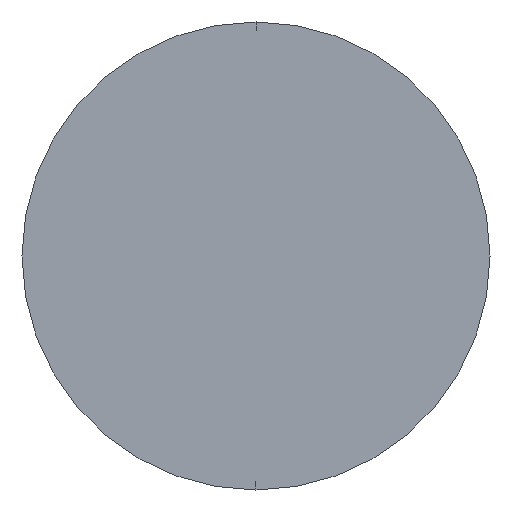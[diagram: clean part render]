
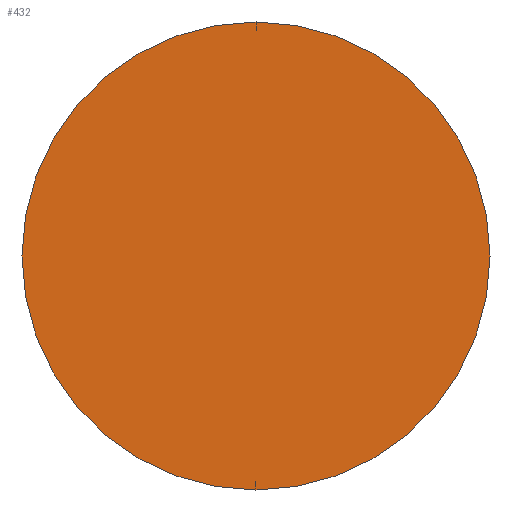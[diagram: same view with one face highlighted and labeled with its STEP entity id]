
A CAD part, left-side view. The second image highlights one B-rep face of the part: STEP entity #432.
In plain terms, the highlighted planar face has unit normal (-1, 0, 0).
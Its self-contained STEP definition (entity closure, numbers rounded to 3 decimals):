
#1 = VERTEX_POINT ( 'NONE', #322 ) ;
#19 = DIRECTION ( 'NONE',  ( -1., 0., 0. ) ) ;
#35 = EDGE_CURVE ( 'NONE', #187, #1, #203, .T. ) ;
#61 = CARTESIAN_POINT ( 'NONE',  ( -55., 0., 0. ) ) ;
#62 = ORIENTED_EDGE ( 'NONE', *, *, #109, .T. ) ;
#109 = EDGE_CURVE ( 'NONE', #1, #187, #385, .T. ) ;
#136 = DIRECTION ( 'NONE',  ( 1., 0., 0. ) ) ;
#151 = AXIS2_PLACEMENT_3D ( 'NONE', #227, #19, #363 ) ;
#169 = EDGE_LOOP ( 'NONE', ( #443, #62 ) ) ;
#187 = VERTEX_POINT ( 'NONE', #274 ) ;
#203 = CIRCLE ( 'NONE', #151, 6. ) ;
#227 = CARTESIAN_POINT ( 'NONE',  ( -55., 0., 0. ) ) ;
#237 = CARTESIAN_POINT ( 'NONE',  ( -55., 6., 0. ) ) ;
#272 = PLANE ( 'NONE',  #350 ) ;
#274 = CARTESIAN_POINT ( 'NONE',  ( -55., 0., 6. ) ) ;
#322 = CARTESIAN_POINT ( 'NONE',  ( -55., 0., -6. ) ) ;
#350 = AXIS2_PLACEMENT_3D ( 'NONE', #237, #136, #382 ) ;
#363 = DIRECTION ( 'NONE',  ( 0., 0., 1. ) ) ;
#382 = DIRECTION ( 'NONE',  ( 0., 0., -1. ) ) ;
#385 = CIRCLE ( 'NONE', #439, 6. ) ;
#412 = DIRECTION ( 'NONE',  ( -1., 0., 0. ) ) ;
#416 = DIRECTION ( 'NONE',  ( 0., 0., 1. ) ) ;
#420 = FACE_OUTER_BOUND ( 'NONE', #169, .T. ) ;
#432 = ADVANCED_FACE ( 'NONE', ( #420 ), #272, .F. ) ;
#439 = AXIS2_PLACEMENT_3D ( 'NONE', #61, #412, #416 ) ;
#443 = ORIENTED_EDGE ( 'NONE', *, *, #35, .T. ) ;
